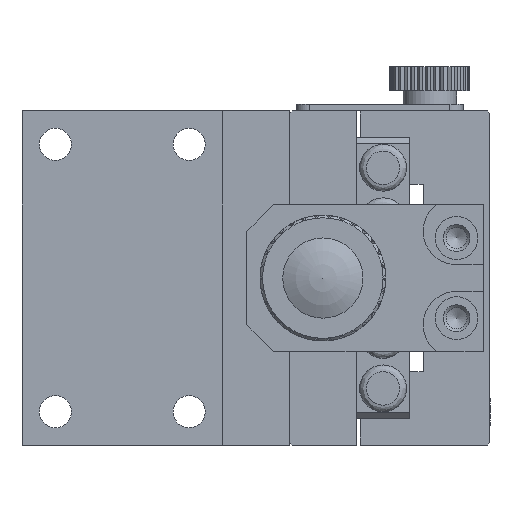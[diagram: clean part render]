
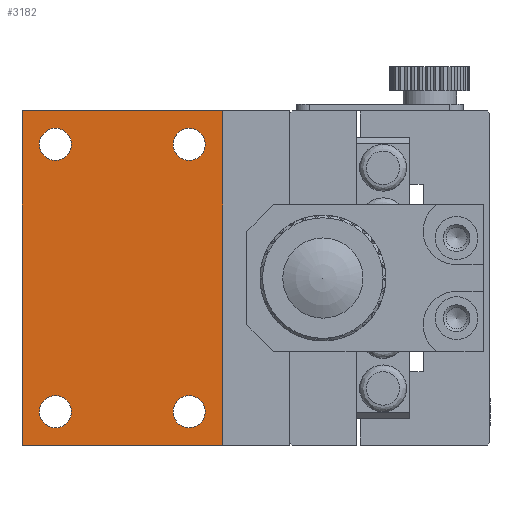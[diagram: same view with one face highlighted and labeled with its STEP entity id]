
A CAD part, left-side view. The second image highlights one B-rep face of the part: STEP entity #3182.
In plain terms, the highlighted planar face has unit normal (-1, 0, 0).
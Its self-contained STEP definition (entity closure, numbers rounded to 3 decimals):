
#862 = DIRECTION ( 'NONE',  ( 0., 0., 1. ) ) ;
#975 = PLANE ( 'NONE',  #22915 ) ;
#1068 = DIRECTION ( 'NONE',  ( 0., 0., 1. ) ) ;
#1170 = FACE_OUTER_BOUND ( 'NONE', #36667, .T. ) ;
#1306 = DIRECTION ( 'NONE',  ( 0., 0., 1. ) ) ;
#1759 = VERTEX_POINT ( 'NONE', #16016 ) ;
#3013 = LINE ( 'NONE', #34746, #9913 ) ;
#3182 = ADVANCED_FACE ( 'NONE', ( #1170, #10242, #19721, #32298, #29197 ), #975, .F. ) ;
#4090 = ORIENTED_EDGE ( 'NONE', *, *, #35962, .F. ) ;
#4713 = EDGE_CURVE ( 'NONE', #1759, #14266, #40531, .T. ) ;
#4977 = DIRECTION ( 'NONE',  ( -1., 0., 0. ) ) ;
#6017 = EDGE_LOOP ( 'NONE', ( #24415 ) ) ;
#7285 = VERTEX_POINT ( 'NONE', #19875 ) ;
#7388 = CIRCLE ( 'NONE', #23182, 1.2 ) ;
#7610 = CARTESIAN_POINT ( 'NONE',  ( 44.5, 15.5, -12.5 ) ) ;
#9913 = VECTOR ( 'NONE', #27918, 1000. ) ;
#9924 = DIRECTION ( 'NONE',  ( -1., 0., 0. ) ) ;
#10242 = FACE_BOUND ( 'NONE', #18870, .T. ) ;
#10306 = LINE ( 'NONE', #7610, #13995 ) ;
#11289 = CARTESIAN_POINT ( 'NONE',  ( 44.5, 35., 12.5 ) ) ;
#11602 = DIRECTION ( 'NONE',  ( -1., 0., 0. ) ) ;
#12912 = CARTESIAN_POINT ( 'NONE',  ( 44.5, 35., 12.5 ) ) ;
#13995 = VECTOR ( 'NONE', #38393, 1000. ) ;
#14022 = VERTEX_POINT ( 'NONE', #30116 ) ;
#14266 = VERTEX_POINT ( 'NONE', #40610 ) ;
#14729 = EDGE_CURVE ( 'NONE', #7285, #7285, #23919, .T. ) ;
#14968 = ORIENTED_EDGE ( 'NONE', *, *, #39251, .F. ) ;
#15709 = CARTESIAN_POINT ( 'NONE',  ( 44.5, 20., 12.5 ) ) ;
#15988 = CARTESIAN_POINT ( 'NONE',  ( 44.5, 35., -12.5 ) ) ;
#16016 = CARTESIAN_POINT ( 'NONE',  ( 44.5, 20., -12.5 ) ) ;
#17578 = DIRECTION ( 'NONE',  ( 0., 0., 1. ) ) ;
#18447 = EDGE_CURVE ( 'NONE', #33077, #33077, #7388, .T. ) ;
#18870 = EDGE_LOOP ( 'NONE', ( #14968 ) ) ;
#18914 = LINE ( 'NONE', #39092, #34339 ) ;
#19721 = FACE_BOUND ( 'NONE', #40511, .T. ) ;
#19875 = CARTESIAN_POINT ( 'NONE',  ( 44.5, 22.5, 11.2 ) ) ;
#20120 = DIRECTION ( 'NONE',  ( 1., 0., 0. ) ) ;
#20325 = VECTOR ( 'NONE', #40103, 1000. ) ;
#20404 = AXIS2_PLACEMENT_3D ( 'NONE', #34881, #9924, #862 ) ;
#20475 = DIRECTION ( 'NONE',  ( -1., 0., 0. ) ) ;
#20694 = EDGE_CURVE ( 'NONE', #25042, #1759, #10306, .T. ) ;
#22882 = CARTESIAN_POINT ( 'NONE',  ( 44.5, 22.5, 10. ) ) ;
#22915 = AXIS2_PLACEMENT_3D ( 'NONE', #12912, #20120, #25515 ) ;
#23182 = AXIS2_PLACEMENT_3D ( 'NONE', #29978, #11602, #17578 ) ;
#23396 = ORIENTED_EDGE ( 'NONE', *, *, #4713, .T. ) ;
#23766 = AXIS2_PLACEMENT_3D ( 'NONE', #35758, #20475, #1306 ) ;
#23919 = CIRCLE ( 'NONE', #31174, 1.2 ) ;
#24415 = ORIENTED_EDGE ( 'NONE', *, *, #18447, .F. ) ;
#25042 = VERTEX_POINT ( 'NONE', #15988 ) ;
#25515 = DIRECTION ( 'NONE',  ( 0., 0., -1. ) ) ;
#27918 = DIRECTION ( 'NONE',  ( 0., 0., 1. ) ) ;
#28182 = ORIENTED_EDGE ( 'NONE', *, *, #20694, .T. ) ;
#28804 = DIRECTION ( 'NONE',  ( 0., -1., 0. ) ) ;
#29197 = FACE_BOUND ( 'NONE', #38893, .T. ) ;
#29742 = ORIENTED_EDGE ( 'NONE', *, *, #14729, .F. ) ;
#29966 = CARTESIAN_POINT ( 'NONE',  ( 44.5, 22.5, -8.8 ) ) ;
#29978 = CARTESIAN_POINT ( 'NONE',  ( 44.5, 22.5, -10. ) ) ;
#30116 = CARTESIAN_POINT ( 'NONE',  ( 44.5, 32.5, 11.2 ) ) ;
#31174 = AXIS2_PLACEMENT_3D ( 'NONE', #22882, #4977, #1068 ) ;
#32298 = FACE_BOUND ( 'NONE', #6017, .T. ) ;
#32319 = VERTEX_POINT ( 'NONE', #11289 ) ;
#33023 = CIRCLE ( 'NONE', #20404, 1.2 ) ;
#33077 = VERTEX_POINT ( 'NONE', #29966 ) ;
#33538 = ORIENTED_EDGE ( 'NONE', *, *, #36199, .F. ) ;
#34230 = EDGE_CURVE ( 'NONE', #25042, #32319, #3013, .T. ) ;
#34339 = VECTOR ( 'NONE', #28804, 1000. ) ;
#34746 = CARTESIAN_POINT ( 'NONE',  ( 44.5, 35., 12.5 ) ) ;
#34881 = CARTESIAN_POINT ( 'NONE',  ( 44.5, 32.5, 10. ) ) ;
#35418 = ORIENTED_EDGE ( 'NONE', *, *, #34230, .F. ) ;
#35758 = CARTESIAN_POINT ( 'NONE',  ( 44.5, 32.5, -10. ) ) ;
#35962 = EDGE_CURVE ( 'NONE', #32319, #14266, #18914, .T. ) ;
#36199 = EDGE_CURVE ( 'NONE', #14022, #14022, #33023, .T. ) ;
#36667 = EDGE_LOOP ( 'NONE', ( #23396, #4090, #35418, #28182 ) ) ;
#37343 = VERTEX_POINT ( 'NONE', #37552 ) ;
#37552 = CARTESIAN_POINT ( 'NONE',  ( 44.5, 32.5, -8.8 ) ) ;
#37657 = CIRCLE ( 'NONE', #23766, 1.2 ) ;
#38393 = DIRECTION ( 'NONE',  ( 0., -1., 0. ) ) ;
#38893 = EDGE_LOOP ( 'NONE', ( #33538 ) ) ;
#39092 = CARTESIAN_POINT ( 'NONE',  ( 44.5, 15.5, 12.5 ) ) ;
#39251 = EDGE_CURVE ( 'NONE', #37343, #37343, #37657, .T. ) ;
#40103 = DIRECTION ( 'NONE',  ( 0., 0., 1. ) ) ;
#40511 = EDGE_LOOP ( 'NONE', ( #29742 ) ) ;
#40531 = LINE ( 'NONE', #15709, #20325 ) ;
#40610 = CARTESIAN_POINT ( 'NONE',  ( 44.5, 20., 12.5 ) ) ;
